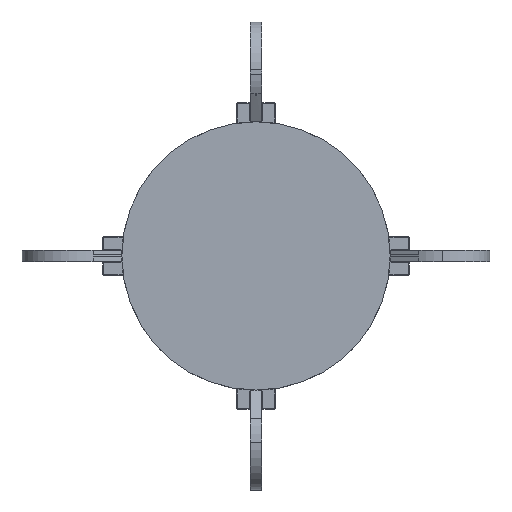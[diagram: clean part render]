
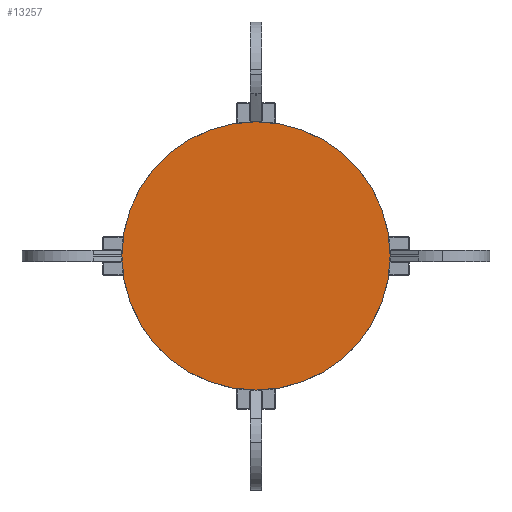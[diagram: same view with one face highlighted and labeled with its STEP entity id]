
A CAD part, top view. The second image highlights one B-rep face of the part: STEP entity #13257.
In plain terms, the highlighted planar face has unit normal (0, 0, 1).
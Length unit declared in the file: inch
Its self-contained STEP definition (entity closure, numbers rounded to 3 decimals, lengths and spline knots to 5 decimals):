
#2773 = EDGE_CURVE ( 'NONE', #23522, #18986, #31223, .T. ) ;
#2849 = DIRECTION ( 'NONE',  ( 0., 0., 1. ) ) ;
#7549 = EDGE_CURVE ( 'NONE', #18986, #23522, #12590, .T. ) ;
#11125 = DIRECTION ( 'NONE',  ( 1., 0., 0. ) ) ;
#12590 = CIRCLE ( 'NONE', #36197, 2.75591 ) ;
#13257 = ADVANCED_FACE ( 'NONE', ( #18151 ), #35379, .T. ) ;
#15959 = EDGE_LOOP ( 'NONE', ( #20918, #16338 ) ) ;
#16338 = ORIENTED_EDGE ( 'NONE', *, *, #7549, .T. ) ;
#16805 = DIRECTION ( 'NONE',  ( 0., 0., 1. ) ) ;
#17255 = DIRECTION ( 'NONE',  ( 1., 0., 0. ) ) ;
#17446 = CARTESIAN_POINT ( 'NONE',  ( 0., 0., 9.66772 ) ) ;
#18151 = FACE_OUTER_BOUND ( 'NONE', #15959, .T. ) ;
#18986 = VERTEX_POINT ( 'NONE', #25660 ) ;
#20801 = DIRECTION ( 'NONE',  ( 0., 0., 1. ) ) ;
#20918 = ORIENTED_EDGE ( 'NONE', *, *, #2773, .T. ) ;
#21947 = CARTESIAN_POINT ( 'NONE',  ( 0., 0., 9.66772 ) ) ;
#22758 = AXIS2_PLACEMENT_3D ( 'NONE', #21947, #16805, #11125 ) ;
#23522 = VERTEX_POINT ( 'NONE', #37320 ) ;
#25660 = CARTESIAN_POINT ( 'NONE',  ( -2.75591, 0., 9.66772 ) ) ;
#26873 = CARTESIAN_POINT ( 'NONE',  ( 0., 0., 9.66772 ) ) ;
#31223 = CIRCLE ( 'NONE', #22758, 2.75591 ) ;
#33113 = DIRECTION ( 'NONE',  ( 1., 0., 0. ) ) ;
#35141 = AXIS2_PLACEMENT_3D ( 'NONE', #26873, #20801, #33113 ) ;
#35379 = PLANE ( 'NONE',  #35141 ) ;
#36197 = AXIS2_PLACEMENT_3D ( 'NONE', #17446, #2849, #17255 ) ;
#37320 = CARTESIAN_POINT ( 'NONE',  ( 2.75591, 0., 9.66772 ) ) ;
